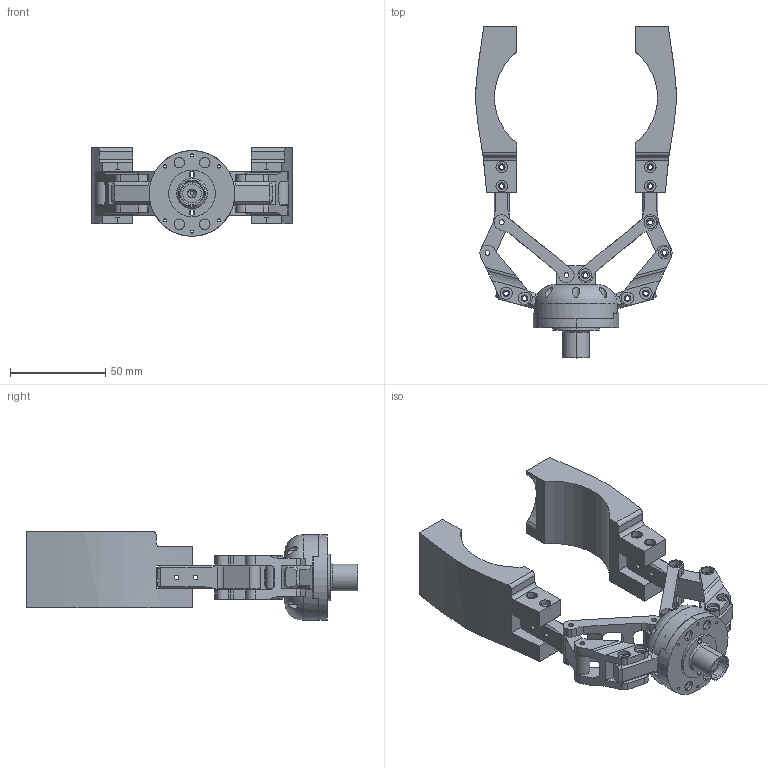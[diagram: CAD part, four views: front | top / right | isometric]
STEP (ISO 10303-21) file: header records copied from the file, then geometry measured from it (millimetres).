
FILE_DESCRIPTION (( 'STEP AP214' ), '1' );
FILE_NAME ('gripper_urdf.STEP', '2024-02-10T21:23:38', ( '' ), ( '' ), 'SwSTEP 2.0', 'SolidWorks 2021', '' );
FILE_SCHEMA (( 'AUTOMOTIVE_DESIGN' ));
Length unit declared in the file: inch
Products named in the file (10): gripper finger; HEBI Robotics-A-2143-02_PM-2357-02; HEBI Robotics-A-2055-01_PM-2218-01; HEBI Robotics-A-2143-02_PM-2360-02; HEBI Robotics-A-2143-02; HEBI Robotics-A-2055-01_PM-2221-01; HEBI Robotics-A-2143-02_PM-2358-02; HEBI Robotics-A-2143-02_PM-2359-02; gripper_urdf; gripper finger mirror
Assembly tree (13 placements, depth 3):
  gripper_urdf
    HEBI Robotics-A-2143-02
      HEBI Robotics-A-2143-02_PM-2357-02
      HEBI Robotics-A-2143-02_PM-2358-02  x2
      HEBI Robotics-A-2143-02_PM-2359-02  x2
      HEBI Robotics-A-2143-02_PM-2360-02  x2
      HEBI Robotics-A-2055-01_PM-2218-01
      HEBI Robotics-A-2055-01_PM-2221-01  x2
    gripper finger mirror
    gripper finger
Bounding box: 105.27 x 174.21 x 46.5 mm (x, y, z)
Volume: 136285.7 mm3; surface area: 59807.3 mm2
Topology: 12 solids, 12 shells, 836 faces, 2247 edges, 1479 vertices
Faces by surface type: cylinder 473, plane 308, bspline 32, cone 17, torus 6
Entity records: 20633 total; most frequent: CARTESIAN_POINT 4956, DIRECTION 3271, ORIENTED_EDGE 3140, EDGE_CURVE 1570, AXIS2_PLACEMENT_3D 1226, VERTEX_POINT 1033, VECTOR 819, LINE 819
